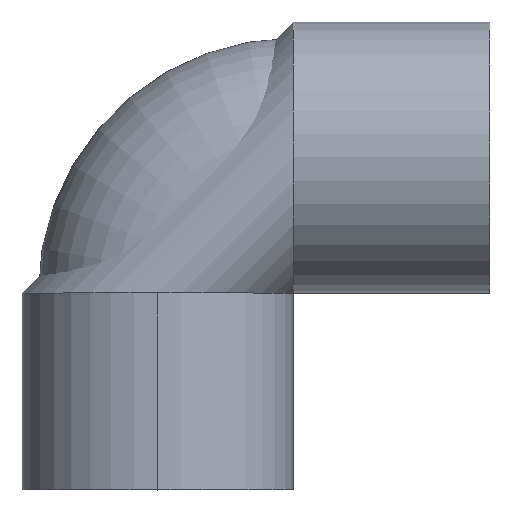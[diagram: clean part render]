
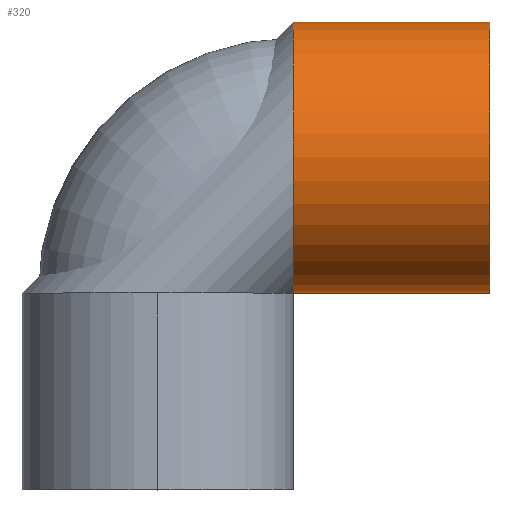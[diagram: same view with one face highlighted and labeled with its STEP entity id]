
A CAD part, top view. The second image highlights one B-rep face of the part: STEP entity #320.
In plain terms, the highlighted cylindrical face has radius 100 mm (diameter 200 mm), a partial arc.
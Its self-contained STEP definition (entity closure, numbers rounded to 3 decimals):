
#17 = AXIS2_PLACEMENT_3D ( 'NONE', #414, #112, #258 ) ;
#18 = ORIENTED_EDGE ( 'NONE', *, *, #179, .F. ) ;
#20 = VERTEX_POINT ( 'NONE', #408 ) ;
#25 = CARTESIAN_POINT ( 'NONE',  ( 100., 345., 0. ) ) ;
#74 = DIRECTION ( 'NONE',  ( 1., 0., 0. ) ) ;
#75 = CARTESIAN_POINT ( 'NONE',  ( 245., 345., 0. ) ) ;
#89 = ORIENTED_EDGE ( 'NONE', *, *, #455, .T. ) ;
#92 = VECTOR ( 'NONE', #158, 1000. ) ;
#97 = ORIENTED_EDGE ( 'NONE', *, *, #434, .T. ) ;
#112 = DIRECTION ( 'NONE',  ( 1., 0., 0. ) ) ;
#127 = VERTEX_POINT ( 'NONE', #319 ) ;
#143 = CARTESIAN_POINT ( 'NONE',  ( 100., 245., 0. ) ) ;
#154 = DIRECTION ( 'NONE',  ( 1., 0., 0. ) ) ;
#158 = DIRECTION ( 'NONE',  ( 1., 0., 0. ) ) ;
#179 = EDGE_CURVE ( 'NONE', #334, #184, #324, .T. ) ;
#180 = CIRCLE ( 'NONE', #413, 100. ) ;
#184 = VERTEX_POINT ( 'NONE', #75 ) ;
#233 = CIRCLE ( 'NONE', #17, 100. ) ;
#258 = DIRECTION ( 'NONE',  ( 0., 0., 1. ) ) ;
#260 = LINE ( 'NONE', #384, #450 ) ;
#272 = ORIENTED_EDGE ( 'NONE', *, *, #424, .F. ) ;
#282 = DIRECTION ( 'NONE',  ( 1., 0., 0. ) ) ;
#290 = DIRECTION ( 'NONE',  ( 0., 0., 1. ) ) ;
#313 = FACE_OUTER_BOUND ( 'NONE', #369, .T. ) ;
#319 = CARTESIAN_POINT ( 'NONE',  ( 100., 145., 0. ) ) ;
#320 = ADVANCED_FACE ( 'NONE', ( #313 ), #441, .T. ) ;
#324 = LINE ( 'NONE', #452, #92 ) ;
#334 = VERTEX_POINT ( 'NONE', #25 ) ;
#350 = AXIS2_PLACEMENT_3D ( 'NONE', #143, #282, #407 ) ;
#369 = EDGE_LOOP ( 'NONE', ( #97, #89, #272, #18 ) ) ;
#384 = CARTESIAN_POINT ( 'NONE',  ( 100., 145., 0. ) ) ;
#407 = DIRECTION ( 'NONE',  ( 0., 1., 0. ) ) ;
#408 = CARTESIAN_POINT ( 'NONE',  ( 245., 145., 0. ) ) ;
#413 = AXIS2_PLACEMENT_3D ( 'NONE', #447, #154, #290 ) ;
#414 = CARTESIAN_POINT ( 'NONE',  ( 100., 245., 0. ) ) ;
#424 = EDGE_CURVE ( 'NONE', #184, #20, #180, .T. ) ;
#434 = EDGE_CURVE ( 'NONE', #334, #127, #233, .T. ) ;
#441 = CYLINDRICAL_SURFACE ( 'NONE', #350, 100. ) ;
#447 = CARTESIAN_POINT ( 'NONE',  ( 245., 245., 0. ) ) ;
#450 = VECTOR ( 'NONE', #74, 1000. ) ;
#452 = CARTESIAN_POINT ( 'NONE',  ( 100., 345., 0. ) ) ;
#455 = EDGE_CURVE ( 'NONE', #127, #20, #260, .T. ) ;
